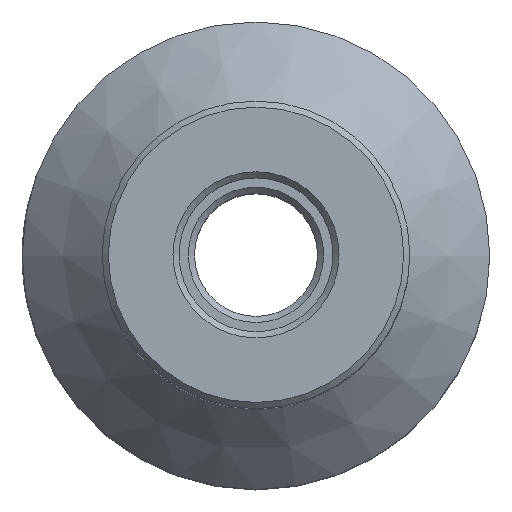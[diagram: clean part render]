
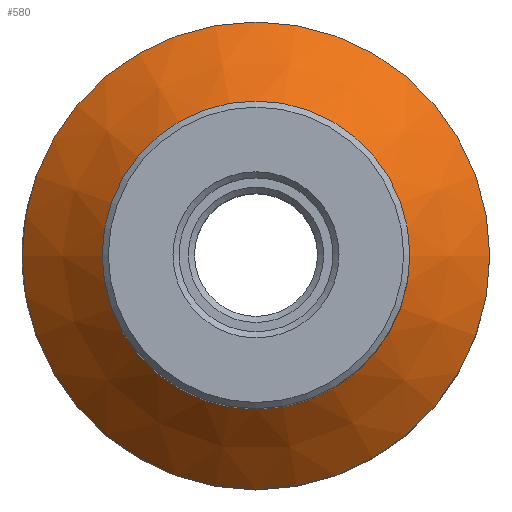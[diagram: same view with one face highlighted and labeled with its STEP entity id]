
A CAD part, top view. The second image highlights one B-rep face of the part: STEP entity #580.
In plain terms, the highlighted conical face has half-angle 45 degrees and reference radius 6.3 mm.
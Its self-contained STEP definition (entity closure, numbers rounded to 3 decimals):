
#62=FACE_OUTER_BOUND('',#94,.T.);
#94=EDGE_LOOP('',(#403,#404,#405,#406,#407));
#132=LINE('',#863,#189);
#189=VECTOR('',#691,6.3);
#246=CIRCLE('',#627,7.6);
#247=CIRCLE('',#628,7.6);
#248=CIRCLE('',#629,5.);
#261=VERTEX_POINT('',#858);
#262=VERTEX_POINT('',#859);
#263=VERTEX_POINT('',#862);
#317=EDGE_CURVE('',#261,#262,#246,.T.);
#318=EDGE_CURVE('',#262,#261,#247,.T.);
#319=EDGE_CURVE('',#261,#263,#132,.T.);
#320=EDGE_CURVE('',#263,#263,#248,.T.);
#403=ORIENTED_EDGE('',*,*,#317,.T.);
#404=ORIENTED_EDGE('',*,*,#318,.T.);
#405=ORIENTED_EDGE('',*,*,#319,.T.);
#406=ORIENTED_EDGE('',*,*,#320,.F.);
#407=ORIENTED_EDGE('',*,*,#319,.F.);
#575=CONICAL_SURFACE('',#626,6.3,0.785);
#580=ADVANCED_FACE('',(#62),#575,.T.);
#626=AXIS2_PLACEMENT_3D('',#857,#685,#686);
#627=AXIS2_PLACEMENT_3D('',#860,#687,#688);
#628=AXIS2_PLACEMENT_3D('',#861,#689,#690);
#629=AXIS2_PLACEMENT_3D('',#864,#692,#693);
#685=DIRECTION('center_axis',(0.,0.,-1.));
#686=DIRECTION('ref_axis',(-1.,0.,0.));
#687=DIRECTION('center_axis',(0.,0.,1.));
#688=DIRECTION('ref_axis',(-1.,0.,0.));
#689=DIRECTION('center_axis',(0.,0.,1.));
#690=DIRECTION('ref_axis',(-1.,0.,0.));
#691=DIRECTION('',(-0.707,0.,0.707));
#692=DIRECTION('center_axis',(0.,0.,1.));
#693=DIRECTION('ref_axis',(-1.,0.,0.));
#857=CARTESIAN_POINT('Origin',(0.,0.,8.8));
#858=CARTESIAN_POINT('',(7.6,0.,7.5));
#859=CARTESIAN_POINT('',(-7.6,0.,7.5));
#860=CARTESIAN_POINT('Origin',(0.,0.,7.5));
#861=CARTESIAN_POINT('Origin',(0.,0.,7.5));
#862=CARTESIAN_POINT('',(5.,0.,10.1));
#863=CARTESIAN_POINT('',(6.3,0.,8.8));
#864=CARTESIAN_POINT('Origin',(0.,0.,10.1));
